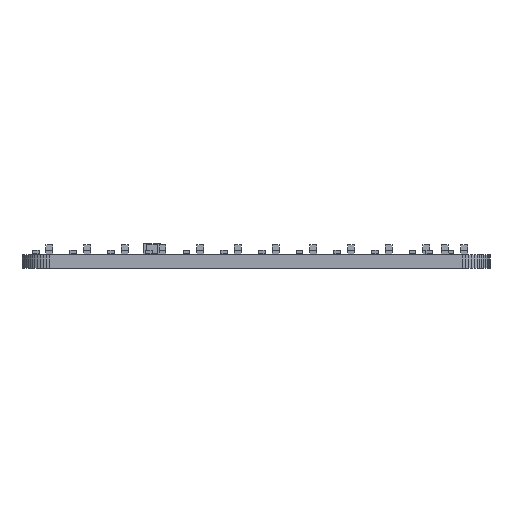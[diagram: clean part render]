
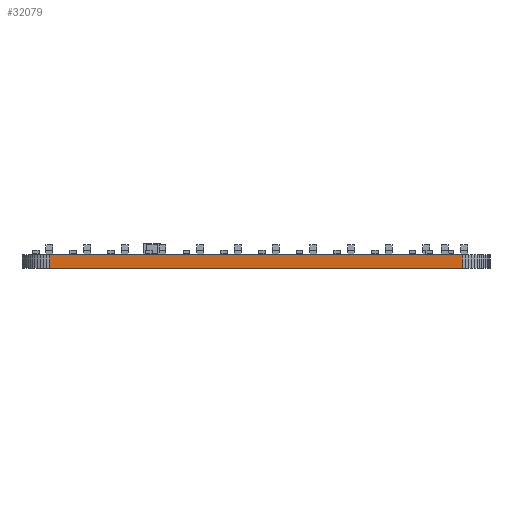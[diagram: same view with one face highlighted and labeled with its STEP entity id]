
A CAD part, left-side view. The second image highlights one B-rep face of the part: STEP entity #32079.
In plain terms, the highlighted planar face has unit normal (-1, 0, 0).
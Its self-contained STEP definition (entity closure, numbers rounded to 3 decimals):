
#8034 = PLANE('',#8035);
#8035 = AXIS2_PLACEMENT_3D('',#8036,#8037,#8038);
#8036 = CARTESIAN_POINT('',(100.,-100.,1.58));
#8037 = DIRECTION('',(-0.,-0.,-1.));
#8038 = DIRECTION('',(-1.,0.,0.));
#8088 = PLANE('',#8089);
#8089 = AXIS2_PLACEMENT_3D('',#8090,#8091,#8092);
#8090 = CARTESIAN_POINT('',(100.,-100.,0.));
#8091 = DIRECTION('',(-0.,-0.,-1.));
#8092 = DIRECTION('',(-1.,0.,0.));
#9373 = VERTEX_POINT('',#9374);
#9374 = CARTESIAN_POINT('',(57.2,-123.81,0.));
#9388 = PLANE('',#9389);
#9389 = AXIS2_PLACEMENT_3D('',#9390,#9391,#9392);
#9390 = CARTESIAN_POINT('',(57.22,-124.166,0.));
#9391 = DIRECTION('',(-0.998,-0.056,0.));
#9392 = DIRECTION('',(-0.056,0.998,0.));
#9400 = EDGE_CURVE('',#9373,#9401,#9403,.T.);
#9401 = VERTEX_POINT('',#9402);
#9402 = CARTESIAN_POINT('',(57.2,-76.19,0.));
#9403 = SURFACE_CURVE('',#9404,(#9408,#9415),.PCURVE_S1.);
#9404 = LINE('',#9405,#9406);
#9405 = CARTESIAN_POINT('',(57.2,-123.81,0.));
#9406 = VECTOR('',#9407,1.);
#9407 = DIRECTION('',(0.,1.,0.));
#9408 = PCURVE('',#8088,#9409);
#9409 = DEFINITIONAL_REPRESENTATION('',(#9410),#9414);
#9410 = LINE('',#9411,#9412);
#9411 = CARTESIAN_POINT('',(42.8,-23.81));
#9412 = VECTOR('',#9413,1.);
#9413 = DIRECTION('',(0.,1.));
#9414 = ( GEOMETRIC_REPRESENTATION_CONTEXT(2) 
PARAMETRIC_REPRESENTATION_CONTEXT() REPRESENTATION_CONTEXT('2D SPACE',''
  ) );
#9415 = PCURVE('',#9416,#9421);
#9416 = PLANE('',#9417);
#9417 = AXIS2_PLACEMENT_3D('',#9418,#9419,#9420);
#9418 = CARTESIAN_POINT('',(57.2,-123.81,0.));
#9419 = DIRECTION('',(-1.,0.,0.));
#9420 = DIRECTION('',(0.,1.,0.));
#9421 = DEFINITIONAL_REPRESENTATION('',(#9422),#9426);
#9422 = LINE('',#9423,#9424);
#9423 = CARTESIAN_POINT('',(0.,0.));
#9424 = VECTOR('',#9425,1.);
#9425 = DIRECTION('',(1.,0.));
#9426 = ( GEOMETRIC_REPRESENTATION_CONTEXT(2) 
PARAMETRIC_REPRESENTATION_CONTEXT() REPRESENTATION_CONTEXT('2D SPACE',''
  ) );
#9444 = PLANE('',#9445);
#9445 = AXIS2_PLACEMENT_3D('',#9446,#9447,#9448);
#9446 = CARTESIAN_POINT('',(57.2,-76.19,0.));
#9447 = DIRECTION('',(-0.998,0.056,0.));
#9448 = DIRECTION('',(0.056,0.998,0.));
#22151 = VERTEX_POINT('',#22152);
#22152 = CARTESIAN_POINT('',(57.2,-123.81,1.58));
#22173 = EDGE_CURVE('',#22151,#22174,#22176,.T.);
#22174 = VERTEX_POINT('',#22175);
#22175 = CARTESIAN_POINT('',(57.2,-76.19,1.58));
#22176 = SURFACE_CURVE('',#22177,(#22181,#22188),.PCURVE_S1.);
#22177 = LINE('',#22178,#22179);
#22178 = CARTESIAN_POINT('',(57.2,-123.81,1.58));
#22179 = VECTOR('',#22180,1.);
#22180 = DIRECTION('',(0.,1.,0.));
#22181 = PCURVE('',#8034,#22182);
#22182 = DEFINITIONAL_REPRESENTATION('',(#22183),#22187);
#22183 = LINE('',#22184,#22185);
#22184 = CARTESIAN_POINT('',(42.8,-23.81));
#22185 = VECTOR('',#22186,1.);
#22186 = DIRECTION('',(0.,1.));
#22187 = ( GEOMETRIC_REPRESENTATION_CONTEXT(2) 
PARAMETRIC_REPRESENTATION_CONTEXT() REPRESENTATION_CONTEXT('2D SPACE',''
  ) );
#22188 = PCURVE('',#9416,#22189);
#22189 = DEFINITIONAL_REPRESENTATION('',(#22190),#22194);
#22190 = LINE('',#22191,#22192);
#22191 = CARTESIAN_POINT('',(0.,-1.58));
#22192 = VECTOR('',#22193,1.);
#22193 = DIRECTION('',(1.,0.));
#22194 = ( GEOMETRIC_REPRESENTATION_CONTEXT(2) 
PARAMETRIC_REPRESENTATION_CONTEXT() REPRESENTATION_CONTEXT('2D SPACE',''
  ) );
#32029 = EDGE_CURVE('',#9401,#22174,#32030,.T.);
#32030 = SURFACE_CURVE('',#32031,(#32035,#32042),.PCURVE_S1.);
#32031 = LINE('',#32032,#32033);
#32032 = CARTESIAN_POINT('',(57.2,-76.19,0.));
#32033 = VECTOR('',#32034,1.);
#32034 = DIRECTION('',(0.,0.,1.));
#32035 = PCURVE('',#9444,#32036);
#32036 = DEFINITIONAL_REPRESENTATION('',(#32037),#32041);
#32037 = LINE('',#32038,#32039);
#32038 = CARTESIAN_POINT('',(0.,0.));
#32039 = VECTOR('',#32040,1.);
#32040 = DIRECTION('',(0.,-1.));
#32041 = ( GEOMETRIC_REPRESENTATION_CONTEXT(2) 
PARAMETRIC_REPRESENTATION_CONTEXT() REPRESENTATION_CONTEXT('2D SPACE',''
  ) );
#32042 = PCURVE('',#9416,#32043);
#32043 = DEFINITIONAL_REPRESENTATION('',(#32044),#32048);
#32044 = LINE('',#32045,#32046);
#32045 = CARTESIAN_POINT('',(47.62,0.));
#32046 = VECTOR('',#32047,1.);
#32047 = DIRECTION('',(0.,-1.));
#32048 = ( GEOMETRIC_REPRESENTATION_CONTEXT(2) 
PARAMETRIC_REPRESENTATION_CONTEXT() REPRESENTATION_CONTEXT('2D SPACE',''
  ) );
#32079 = ADVANCED_FACE('',(#32080),#9416,.T.);
#32080 = FACE_BOUND('',#32081,.T.);
#32081 = EDGE_LOOP('',(#32082,#32103,#32104,#32105));
#32082 = ORIENTED_EDGE('',*,*,#32083,.T.);
#32083 = EDGE_CURVE('',#9373,#22151,#32084,.T.);
#32084 = SURFACE_CURVE('',#32085,(#32089,#32096),.PCURVE_S1.);
#32085 = LINE('',#32086,#32087);
#32086 = CARTESIAN_POINT('',(57.2,-123.81,0.));
#32087 = VECTOR('',#32088,1.);
#32088 = DIRECTION('',(0.,0.,1.));
#32089 = PCURVE('',#9416,#32090);
#32090 = DEFINITIONAL_REPRESENTATION('',(#32091),#32095);
#32091 = LINE('',#32092,#32093);
#32092 = CARTESIAN_POINT('',(0.,0.));
#32093 = VECTOR('',#32094,1.);
#32094 = DIRECTION('',(0.,-1.));
#32095 = ( GEOMETRIC_REPRESENTATION_CONTEXT(2) 
PARAMETRIC_REPRESENTATION_CONTEXT() REPRESENTATION_CONTEXT('2D SPACE',''
  ) );
#32096 = PCURVE('',#9388,#32097);
#32097 = DEFINITIONAL_REPRESENTATION('',(#32098),#32102);
#32098 = LINE('',#32099,#32100);
#32099 = CARTESIAN_POINT('',(0.357,0.));
#32100 = VECTOR('',#32101,1.);
#32101 = DIRECTION('',(0.,-1.));
#32102 = ( GEOMETRIC_REPRESENTATION_CONTEXT(2) 
PARAMETRIC_REPRESENTATION_CONTEXT() REPRESENTATION_CONTEXT('2D SPACE',''
  ) );
#32103 = ORIENTED_EDGE('',*,*,#22173,.T.);
#32104 = ORIENTED_EDGE('',*,*,#32029,.F.);
#32105 = ORIENTED_EDGE('',*,*,#9400,.F.);
